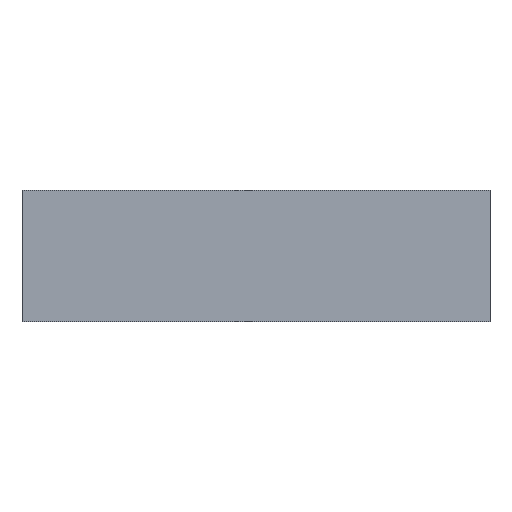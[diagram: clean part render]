
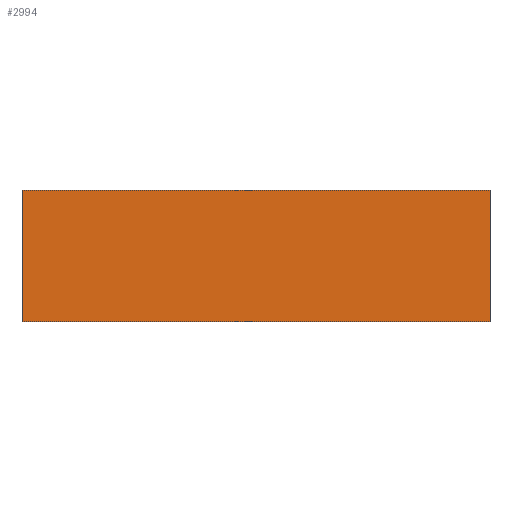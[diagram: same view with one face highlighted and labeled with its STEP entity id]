
A CAD part, top view. The second image highlights one B-rep face of the part: STEP entity #2994.
In plain terms, the highlighted planar face has unit normal (0, 0, 1).
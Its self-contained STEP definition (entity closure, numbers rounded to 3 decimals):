
#465=FACE_OUTER_BOUND('',#638,.T.);
#638=EDGE_LOOP('',(#2759,#2760,#2761,#2762));
#888=LINE('',#5935,#1143);
#890=LINE('',#5939,#1145);
#892=LINE('',#5943,#1147);
#894=LINE('',#5946,#1149);
#1143=VECTOR('',#3454,10.);
#1145=VECTOR('',#3458,10.);
#1147=VECTOR('',#3462,10.);
#1149=VECTOR('',#3466,10.);
#1440=VERTEX_POINT('',#5932);
#1441=VERTEX_POINT('',#5934);
#1442=VERTEX_POINT('',#5938);
#1443=VERTEX_POINT('',#5942);
#1878=EDGE_CURVE('',#1441,#1440,#888,.T.);
#1880=EDGE_CURVE('',#1442,#1441,#890,.T.);
#1882=EDGE_CURVE('',#1443,#1442,#892,.T.);
#1884=EDGE_CURVE('',#1440,#1443,#894,.T.);
#2759=ORIENTED_EDGE('',*,*,#1884,.T.);
#2760=ORIENTED_EDGE('',*,*,#1882,.T.);
#2761=ORIENTED_EDGE('',*,*,#1880,.T.);
#2762=ORIENTED_EDGE('',*,*,#1878,.T.);
#2833=PLANE('',#3076);
#2994=ADVANCED_FACE('',(#465),#2833,.T.);
#3076=AXIS2_PLACEMENT_3D('',#5947,#3467,#3468);
#3454=DIRECTION('',(0.,-1.,0.));
#3458=DIRECTION('',(-1.,0.,0.));
#3462=DIRECTION('',(0.,1.,0.));
#3466=DIRECTION('',(1.,0.,0.));
#3467=DIRECTION('center_axis',(0.,0.,1.));
#3468=DIRECTION('ref_axis',(1.,0.,0.));
#5932=CARTESIAN_POINT('',(-3.,-3.,5.));
#5934=CARTESIAN_POINT('',(-3.,20.,5.));
#5935=CARTESIAN_POINT('',(-3.,-3.,5.));
#5938=CARTESIAN_POINT('',(79.,20.,5.));
#5939=CARTESIAN_POINT('',(-3.,20.,5.));
#5942=CARTESIAN_POINT('',(79.,-3.,5.));
#5943=CARTESIAN_POINT('',(79.,20.,5.));
#5946=CARTESIAN_POINT('',(79.,-3.,5.));
#5947=CARTESIAN_POINT('Origin',(38.,8.5,5.));
